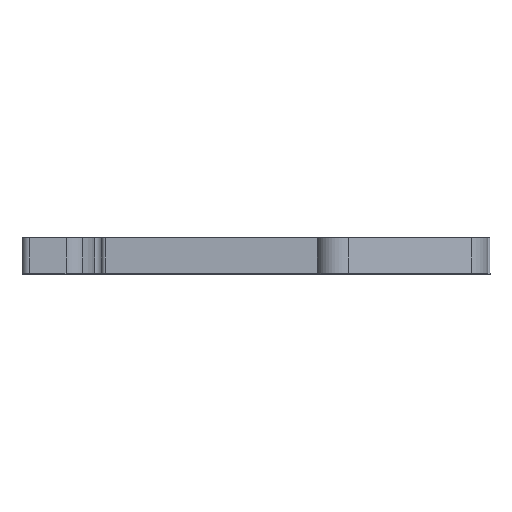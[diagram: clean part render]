
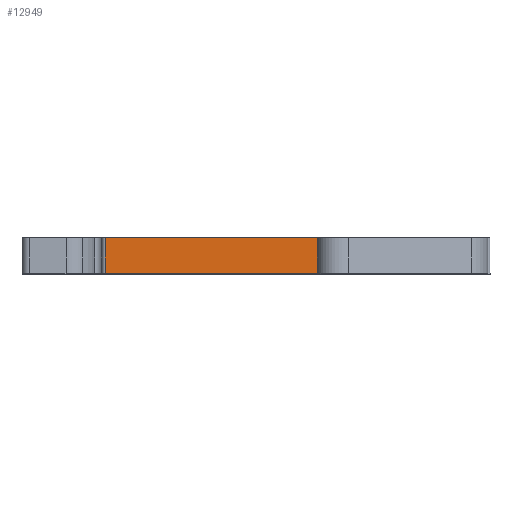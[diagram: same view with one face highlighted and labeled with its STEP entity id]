
A CAD part, front view. The second image highlights one B-rep face of the part: STEP entity #12949.
In plain terms, the highlighted planar face has unit normal (0, -1, 0).
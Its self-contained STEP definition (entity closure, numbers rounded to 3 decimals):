
#329 = CARTESIAN_POINT ( 'NONE',  ( -14.794, 0., 5.15 ) ) ;
#701 = DIRECTION ( 'NONE',  ( 1., 0., 0. ) ) ;
#1251 = VECTOR ( 'NONE', #8162, 1000. ) ;
#1503 = EDGE_CURVE ( 'NONE', #14412, #8690, #16759, .T. ) ;
#1548 = EDGE_CURVE ( 'NONE', #7781, #11216, #16588, .T. ) ;
#1599 = PLANE ( 'NONE',  #1895 ) ;
#1895 = AXIS2_PLACEMENT_3D ( 'NONE', #10317, #7350, #15968 ) ;
#2229 = CARTESIAN_POINT ( 'NONE',  ( 15.352, 0., 5.15 ) ) ;
#3267 = CARTESIAN_POINT ( 'NONE',  ( -14.794, 0., 0.15 ) ) ;
#3495 = CARTESIAN_POINT ( 'NONE',  ( -15.352, 0., 5.15 ) ) ;
#3968 = DIRECTION ( 'NONE',  ( 0., 0., -1. ) ) ;
#4996 = EDGE_CURVE ( 'NONE', #8690, #7781, #13500, .T. ) ;
#6801 = VECTOR ( 'NONE', #701, 1000. ) ;
#6858 = DIRECTION ( 'NONE',  ( -1., 0., 0. ) ) ;
#7350 = DIRECTION ( 'NONE',  ( 0., 1., 0. ) ) ;
#7781 = VERTEX_POINT ( 'NONE', #2229 ) ;
#8162 = DIRECTION ( 'NONE',  ( 0., 0., 1. ) ) ;
#8268 = LINE ( 'NONE', #8538, #16614 ) ;
#8538 = CARTESIAN_POINT ( 'NONE',  ( -15.352, 0., 0.15 ) ) ;
#8690 = VERTEX_POINT ( 'NONE', #329 ) ;
#8953 = ORIENTED_EDGE ( 'NONE', *, *, #1548, .F. ) ;
#9100 = EDGE_LOOP ( 'NONE', ( #8953, #13851, #15443, #12501 ) ) ;
#10317 = CARTESIAN_POINT ( 'NONE',  ( -15.352, 0., 5.15 ) ) ;
#11216 = VERTEX_POINT ( 'NONE', #13865 ) ;
#11908 = VECTOR ( 'NONE', #3968, 1000. ) ;
#12501 = ORIENTED_EDGE ( 'NONE', *, *, #18145, .F. ) ;
#12949 = ADVANCED_FACE ( 'NONE', ( #15704 ), #1599, .F. ) ;
#13500 = LINE ( 'NONE', #3495, #6801 ) ;
#13809 = CARTESIAN_POINT ( 'NONE',  ( 15.352, 0., 5.15 ) ) ;
#13851 = ORIENTED_EDGE ( 'NONE', *, *, #4996, .F. ) ;
#13865 = CARTESIAN_POINT ( 'NONE',  ( 15.352, 0., 0.15 ) ) ;
#14412 = VERTEX_POINT ( 'NONE', #3267 ) ;
#15122 = CARTESIAN_POINT ( 'NONE',  ( -14.794, 0., -12.358 ) ) ;
#15443 = ORIENTED_EDGE ( 'NONE', *, *, #1503, .F. ) ;
#15704 = FACE_OUTER_BOUND ( 'NONE', #9100, .T. ) ;
#15968 = DIRECTION ( 'NONE',  ( 1., 0., 0. ) ) ;
#16588 = LINE ( 'NONE', #13809, #11908 ) ;
#16614 = VECTOR ( 'NONE', #6858, 1000. ) ;
#16759 = LINE ( 'NONE', #15122, #1251 ) ;
#18145 = EDGE_CURVE ( 'NONE', #11216, #14412, #8268, .T. ) ;
